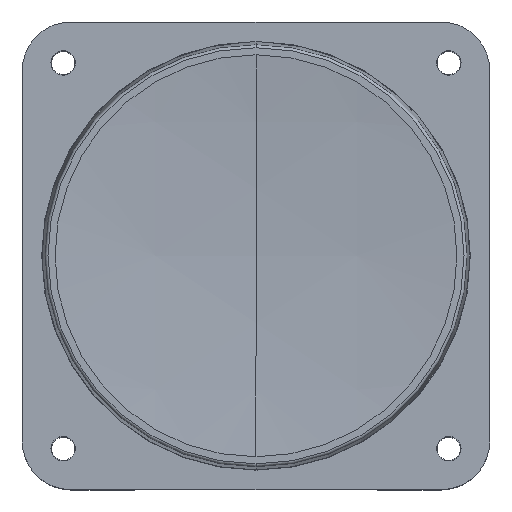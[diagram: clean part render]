
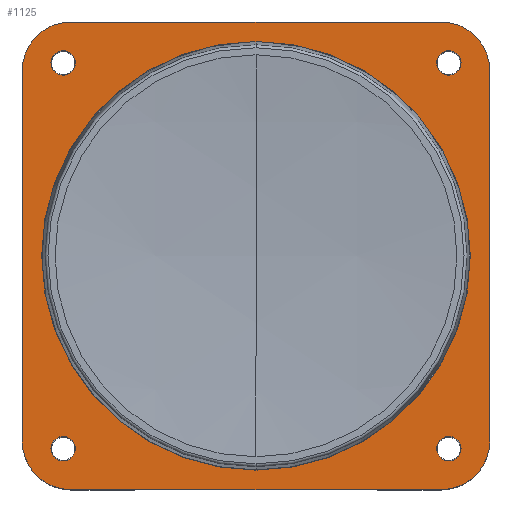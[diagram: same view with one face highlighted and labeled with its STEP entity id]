
A CAD part, top view. The second image highlights one B-rep face of the part: STEP entity #1125.
In plain terms, the highlighted planar face has unit normal (0, 0, 1).
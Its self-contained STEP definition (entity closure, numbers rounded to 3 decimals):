
#902 = VERTEX_POINT('',#903);
#903 = CARTESIAN_POINT('',(-24.,19.,5.));
#909 = EDGE_CURVE('',#902,#910,#912,.T.);
#910 = VERTEX_POINT('',#911);
#911 = CARTESIAN_POINT('',(-24.,-19.,5.));
#912 = LINE('',#913,#914);
#913 = CARTESIAN_POINT('',(-24.,19.,5.));
#914 = VECTOR('',#915,1.);
#915 = DIRECTION('',(0.,-1.,0.));
#942 = VERTEX_POINT('',#943);
#943 = CARTESIAN_POINT('',(-19.,24.,5.));
#949 = EDGE_CURVE('',#942,#902,#950,.T.);
#950 = CIRCLE('',#951,5.);
#951 = AXIS2_PLACEMENT_3D('',#952,#953,#954);
#952 = CARTESIAN_POINT('',(-19.,19.,5.));
#953 = DIRECTION('',(0.,0.,1.));
#954 = DIRECTION('',(1.,0.,0.));
#973 = EDGE_CURVE('',#910,#974,#976,.T.);
#974 = VERTEX_POINT('',#975);
#975 = CARTESIAN_POINT('',(-19.,-24.,5.));
#976 = CIRCLE('',#977,5.);
#977 = AXIS2_PLACEMENT_3D('',#978,#979,#980);
#978 = CARTESIAN_POINT('',(-19.,-19.,5.));
#979 = DIRECTION('',(0.,0.,1.));
#980 = DIRECTION('',(1.,0.,0.));
#1125 = ADVANCED_FACE('',(#1126,#1171,#1182,#1193,#1204,#1215),#1226,.T.
  );
#1126 = FACE_BOUND('',#1127,.T.);
#1127 = EDGE_LOOP('',(#1128,#1129,#1130,#1138,#1147,#1155,#1164,#1170));
#1128 = ORIENTED_EDGE('',*,*,#909,.T.);
#1129 = ORIENTED_EDGE('',*,*,#973,.T.);
#1130 = ORIENTED_EDGE('',*,*,#1131,.T.);
#1131 = EDGE_CURVE('',#974,#1132,#1134,.T.);
#1132 = VERTEX_POINT('',#1133);
#1133 = CARTESIAN_POINT('',(19.,-24.,5.));
#1134 = LINE('',#1135,#1136);
#1135 = CARTESIAN_POINT('',(-19.,-24.,5.));
#1136 = VECTOR('',#1137,1.);
#1137 = DIRECTION('',(1.,0.,0.));
#1138 = ORIENTED_EDGE('',*,*,#1139,.T.);
#1139 = EDGE_CURVE('',#1132,#1140,#1142,.T.);
#1140 = VERTEX_POINT('',#1141);
#1141 = CARTESIAN_POINT('',(24.,-19.,5.));
#1142 = CIRCLE('',#1143,5.);
#1143 = AXIS2_PLACEMENT_3D('',#1144,#1145,#1146);
#1144 = CARTESIAN_POINT('',(19.,-19.,5.));
#1145 = DIRECTION('',(0.,0.,1.));
#1146 = DIRECTION('',(1.,0.,0.));
#1147 = ORIENTED_EDGE('',*,*,#1148,.T.);
#1148 = EDGE_CURVE('',#1140,#1149,#1151,.T.);
#1149 = VERTEX_POINT('',#1150);
#1150 = CARTESIAN_POINT('',(24.,19.,5.));
#1151 = LINE('',#1152,#1153);
#1152 = CARTESIAN_POINT('',(24.,-19.,5.));
#1153 = VECTOR('',#1154,1.);
#1154 = DIRECTION('',(0.,1.,0.));
#1155 = ORIENTED_EDGE('',*,*,#1156,.T.);
#1156 = EDGE_CURVE('',#1149,#1157,#1159,.T.);
#1157 = VERTEX_POINT('',#1158);
#1158 = CARTESIAN_POINT('',(19.,24.,5.));
#1159 = CIRCLE('',#1160,5.);
#1160 = AXIS2_PLACEMENT_3D('',#1161,#1162,#1163);
#1161 = CARTESIAN_POINT('',(19.,19.,5.));
#1162 = DIRECTION('',(0.,0.,1.));
#1163 = DIRECTION('',(1.,0.,0.));
#1164 = ORIENTED_EDGE('',*,*,#1165,.T.);
#1165 = EDGE_CURVE('',#1157,#942,#1166,.T.);
#1166 = LINE('',#1167,#1168);
#1167 = CARTESIAN_POINT('',(19.,24.,5.));
#1168 = VECTOR('',#1169,1.);
#1169 = DIRECTION('',(-1.,0.,0.));
#1170 = ORIENTED_EDGE('',*,*,#949,.T.);
#1171 = FACE_BOUND('',#1172,.T.);
#1172 = EDGE_LOOP('',(#1173));
#1173 = ORIENTED_EDGE('',*,*,#1174,.F.);
#1174 = EDGE_CURVE('',#1175,#1175,#1177,.T.);
#1175 = VERTEX_POINT('',#1176);
#1176 = CARTESIAN_POINT('',(22.,0.,5.));
#1177 = CIRCLE('',#1178,22.);
#1178 = AXIS2_PLACEMENT_3D('',#1179,#1180,#1181);
#1179 = CARTESIAN_POINT('',(0.,0.,5.));
#1180 = DIRECTION('',(0.,0.,1.));
#1181 = DIRECTION('',(1.,0.,0.));
#1182 = FACE_BOUND('',#1183,.T.);
#1183 = EDGE_LOOP('',(#1184));
#1184 = ORIENTED_EDGE('',*,*,#1185,.F.);
#1185 = EDGE_CURVE('',#1186,#1186,#1188,.T.);
#1186 = VERTEX_POINT('',#1187);
#1187 = CARTESIAN_POINT('',(21.049,-19.799,5.));
#1188 = CIRCLE('',#1189,1.25);
#1189 = AXIS2_PLACEMENT_3D('',#1190,#1191,#1192);
#1190 = CARTESIAN_POINT('',(19.799,-19.799,5.));
#1191 = DIRECTION('',(0.,0.,1.));
#1192 = DIRECTION('',(1.,0.,0.));
#1193 = FACE_BOUND('',#1194,.T.);
#1194 = EDGE_LOOP('',(#1195));
#1195 = ORIENTED_EDGE('',*,*,#1196,.F.);
#1196 = EDGE_CURVE('',#1197,#1197,#1199,.T.);
#1197 = VERTEX_POINT('',#1198);
#1198 = CARTESIAN_POINT('',(21.049,19.799,5.));
#1199 = CIRCLE('',#1200,1.25);
#1200 = AXIS2_PLACEMENT_3D('',#1201,#1202,#1203);
#1201 = CARTESIAN_POINT('',(19.799,19.799,5.));
#1202 = DIRECTION('',(0.,0.,1.));
#1203 = DIRECTION('',(1.,0.,0.));
#1204 = FACE_BOUND('',#1205,.T.);
#1205 = EDGE_LOOP('',(#1206));
#1206 = ORIENTED_EDGE('',*,*,#1207,.F.);
#1207 = EDGE_CURVE('',#1208,#1208,#1210,.T.);
#1208 = VERTEX_POINT('',#1209);
#1209 = CARTESIAN_POINT('',(-18.549,-19.799,5.));
#1210 = CIRCLE('',#1211,1.25);
#1211 = AXIS2_PLACEMENT_3D('',#1212,#1213,#1214);
#1212 = CARTESIAN_POINT('',(-19.799,-19.799,5.));
#1213 = DIRECTION('',(0.,0.,1.));
#1214 = DIRECTION('',(1.,0.,0.));
#1215 = FACE_BOUND('',#1216,.T.);
#1216 = EDGE_LOOP('',(#1217));
#1217 = ORIENTED_EDGE('',*,*,#1218,.F.);
#1218 = EDGE_CURVE('',#1219,#1219,#1221,.T.);
#1219 = VERTEX_POINT('',#1220);
#1220 = CARTESIAN_POINT('',(-18.549,19.799,5.));
#1221 = CIRCLE('',#1222,1.25);
#1222 = AXIS2_PLACEMENT_3D('',#1223,#1224,#1225);
#1223 = CARTESIAN_POINT('',(-19.799,19.799,5.));
#1224 = DIRECTION('',(0.,0.,1.));
#1225 = DIRECTION('',(1.,0.,0.));
#1226 = PLANE('',#1227);
#1227 = AXIS2_PLACEMENT_3D('',#1228,#1229,#1230);
#1228 = CARTESIAN_POINT('',(0.,0.,5.));
#1229 = DIRECTION('',(0.,0.,1.));
#1230 = DIRECTION('',(1.,0.,0.));
